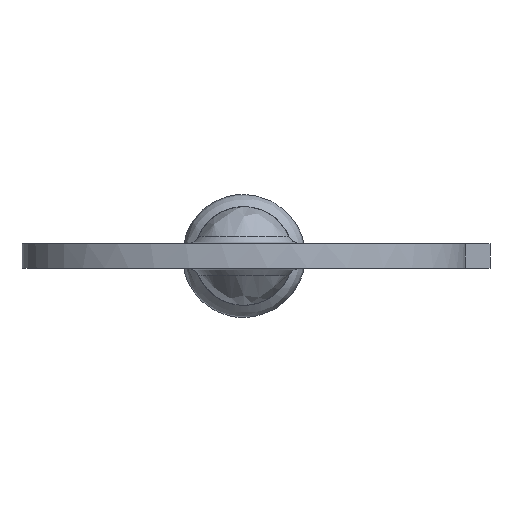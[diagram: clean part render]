
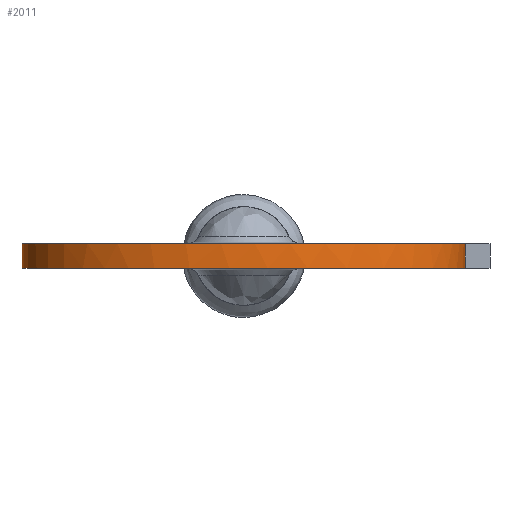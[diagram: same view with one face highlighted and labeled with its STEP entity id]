
A CAD part, left-side view. The second image highlights one B-rep face of the part: STEP entity #2011.
In plain terms, the highlighted free-form (B-spline) face has degree [2, 1] with [9, 2] control points.
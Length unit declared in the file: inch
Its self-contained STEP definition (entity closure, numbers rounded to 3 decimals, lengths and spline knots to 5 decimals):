
#1607=CARTESIAN_POINT('V7',(1.22941,-0.22913,
   -0.05));
#1608=VERTEX_POINT('V7',#1607);
#1638=CARTESIAN_POINT('V17',(0.625,0.9,
   -0.05));
#1639=VERTEX_POINT('V17',#1638);
#1653=CARTESIAN_POINT('E28',(0.625,0.9,
   -0.05));
#1654=CARTESIAN_POINT('E28',(0.0,0.9,
   -0.05));
#1655=CARTESIAN_POINT('E28',(0.0,0.0,-0.05));
#1656=CARTESIAN_POINT('E28',(0.0,-0.9,
   -0.05));
#1657=CARTESIAN_POINT('E28',(0.625,-0.9,
   -0.05));
#1658=CARTESIAN_POINT('E28',(1.10676,-0.9,
   -0.05));
#1659=CARTESIAN_POINT('E28',(1.22941,-0.22913,
   -0.05));
#1667=(BOUNDED_CURVE()B_SPLINE_CURVE(2,(#1653,#1654,#1655,#1656,
   #1657,#1658,#1659),.ELLIPTIC_ARC.,.F.,.U.)
   B_SPLINE_CURVE_WITH_KNOTS((3,2,2,3),(0.0,0.7625,
   1.525,2.15504),.UNSPECIFIED.)CURVE()
   GEOMETRIC_REPRESENTATION_ITEM()RATIONAL_B_SPLINE_CURVE((1.0,
   0.707,1.0,0.707,1.0,0.758,
   0.916))REPRESENTATION_ITEM('E28'));
#1668=EDGE_CURVE('E28',#1639,#1608,#1667,.T.);
#1784=CARTESIAN_POINT('V11',(1.22941,-0.22913,
   0.05));
#1785=VERTEX_POINT('V11',#1784);
#1791=CARTESIAN_POINT('V18',(0.625,0.9,
   0.05));
#1792=VERTEX_POINT('V18',#1791);
#1793=CARTESIAN_POINT('E27',(1.22941,-0.22913,
   0.05));
#1794=CARTESIAN_POINT('E27',(1.10676,-0.9,
   0.05));
#1795=CARTESIAN_POINT('E27',(0.625,-0.9,
   0.05));
#1796=CARTESIAN_POINT('E27',(0.0,-0.9,
   0.05));
#1797=CARTESIAN_POINT('E27',(0.0,0.0,0.05));
#1798=CARTESIAN_POINT('E27',(0.0,0.9,0.05)
   );
#1799=CARTESIAN_POINT('E27',(0.625,0.9,
   0.05));
#1807=(BOUNDED_CURVE()B_SPLINE_CURVE(2,(#1793,#1794,#1795,#1796,
   #1797,#1798,#1799),.ELLIPTIC_ARC.,.F.,.U.)
   B_SPLINE_CURVE_WITH_KNOTS((3,2,2,3),(0.89496,
   1.525,2.2875,3.05),
   .UNSPECIFIED.)CURVE()GEOMETRIC_REPRESENTATION_ITEM()
   RATIONAL_B_SPLINE_CURVE((0.916,0.758,
   1.0,0.707,1.0,0.707,1.0))
   REPRESENTATION_ITEM('E27'));
#1808=EDGE_CURVE('E27',#1785,#1792,#1807,.T.);
#1941=CARTESIAN_POINT('V12',(1.2369,-0.1833,
   0.08));
#1942=VERTEX_POINT('V12',#1941);
#1948=CARTESIAN_POINT('E13',(1.2369,-0.1833,
   0.08));
#1949=CARTESIAN_POINT('E13',(1.23575,-0.19124,
   0.06181));
#1950=CARTESIAN_POINT('E13',(1.23299,-0.20955,
   0.05));
#1951=CARTESIAN_POINT('E13',(1.22941,-0.22913,
   0.05));
#1952=B_SPLINE_CURVE_WITH_KNOTS('E13',3,(#1948,#1949,#1950,#1951),
   .UNSPECIFIED.,.F.,.U.,(4,4),(0.0,0.00006),
   .UNSPECIFIED.);
#1953=EDGE_CURVE('E13',#1942,#1785,#1952,.T.);
#1959=CARTESIAN_POINT('F8',(0.625,0.9,1.0)
   );
#1960=CARTESIAN_POINT('F8',(1.25,0.9,1.0)
   );
#1961=CARTESIAN_POINT('F8',(1.25,0.0,1.0));
#1962=CARTESIAN_POINT('F8',(1.25,-0.9,1.0)
   );
#1963=CARTESIAN_POINT('F8',(0.625,-0.9,1.0)
   );
#1964=CARTESIAN_POINT('F8',(0.0,-0.9,1.0));
#1965=CARTESIAN_POINT('F8',(0.0,0.0,1.0));
#1966=CARTESIAN_POINT('F8',(0.0,0.9,1.0));
#1967=CARTESIAN_POINT('F8',(0.625,0.9,1.0)
   );
#1968=CARTESIAN_POINT('F8',(0.625,0.9,-1.0)
   );
#1969=CARTESIAN_POINT('F8',(1.25,0.9,-1.0)
   );
#1970=CARTESIAN_POINT('F8',(1.25,0.0,-1.0));
#1971=CARTESIAN_POINT('F8',(1.25,-0.9,
   -1.0));
#1972=CARTESIAN_POINT('F8',(0.625,-0.9,
   -1.0));
#1973=CARTESIAN_POINT('F8',(0.0,-0.9,-1.0));
#1974=CARTESIAN_POINT('F8',(0.0,0.0,-1.0));
#1975=CARTESIAN_POINT('F8',(0.0,0.9,-1.0));
#1976=CARTESIAN_POINT('F8',(0.625,0.9,-1.0)
   );
#1984=(BOUNDED_SURFACE()B_SPLINE_SURFACE(2,1,((#1959,#1968),(
   #1960,#1969),(#1961,#1970),(#1962,#1971),(#1963,#1972),(
   #1964,#1973),(#1965,#1974),(#1966,#1975),(#1967,#1976)),
   .SURF_OF_LINEAR_EXTRUSION.,.T.,.F.,.U.)
   B_SPLINE_SURFACE_WITH_KNOTS((3,2,2,2,3),(2,2),(0.0,
   0.7625,1.525,2.2875,
   3.05),(0.0,1.0),.UNSPECIFIED.)
   GEOMETRIC_REPRESENTATION_ITEM()RATIONAL_B_SPLINE_SURFACE(((1.0,
   1.0),(0.707,0.707),(1.0,1.0),(
   0.707,0.707),(1.0,1.0),(
   0.707,0.707),(1.0,1.0),(
   0.707,0.707),(1.0,1.0)))
   REPRESENTATION_ITEM('F8')SURFACE());
#1985=CARTESIAN_POINT('V8',(1.2369,-0.1833,
   -0.08));
#1986=VERTEX_POINT('V8',#1985);
#1987=CARTESIAN_POINT('E8',(1.22941,-0.22913,
   -0.05));
#1988=CARTESIAN_POINT('E8',(1.23299,-0.20955,
   -0.05));
#1989=CARTESIAN_POINT('E8',(1.23575,-0.19124,
   -0.06181));
#1990=CARTESIAN_POINT('E8',(1.2369,-0.1833,
   -0.08));
#1991=B_SPLINE_CURVE_WITH_KNOTS('E8',3,(#1987,#1988,#1989,#1990),
   .UNSPECIFIED.,.F.,.U.,(4,4),(0.0,0.00006),
   .UNSPECIFIED.);
#1992=EDGE_CURVE('E8',#1608,#1986,#1991,.T.);
#1993=ORIENTED_EDGE('E8',*,*,#1992,.F.);
#1994=ORIENTED_EDGE('F9',*,*,#1668,.F.);
#1995=CARTESIAN_POINT('E22',(0.625,0.9,
   0.05));
#1996=CARTESIAN_POINT('E22',(0.625,0.9,
   -0.05));
#1997=B_SPLINE_CURVE_WITH_KNOTS('E22',1,(#1995,#1996),
   .POLYLINE_FORM.,.F.,.U.,(2,2),(0.475,
   0.525),.UNSPECIFIED.);
#1998=EDGE_CURVE('E22',#1792,#1639,#1997,.T.);
#1999=ORIENTED_EDGE('E22',*,*,#1998,.F.);
#2000=ORIENTED_EDGE('E27',*,*,#1808,.F.);
#2001=ORIENTED_EDGE('E13',*,*,#1953,.F.);
#2002=CARTESIAN_POINT('E26',(1.2369,-0.1833,
   0.08));
#2003=CARTESIAN_POINT('E26',(1.2338,-0.20479,
   0.03076));
#2004=CARTESIAN_POINT('E26',(1.2338,-0.20479,
   -0.03077));
#2005=CARTESIAN_POINT('E26',(1.2369,-0.1833,
   -0.08));
#2006=B_SPLINE_CURVE_WITH_KNOTS('E26',3,(#2002,#2003,#2004,#2005),
   .UNSPECIFIED.,.F.,.U.,(4,4),(0.0,0.00016),
   .UNSPECIFIED.);
#2007=EDGE_CURVE('E26',#1942,#1986,#2006,.T.);
#2008=ORIENTED_EDGE('E26',*,*,#2007,.T.);
#2009=EDGE_LOOP('F8',(#1993,#1994,#1999,#2000,#2001,#2008));
#2010=FACE_OUTER_BOUND('F8',#2009,.F.);
#2011=ADVANCED_FACE('F8',(#2010),#1984,.T.);
